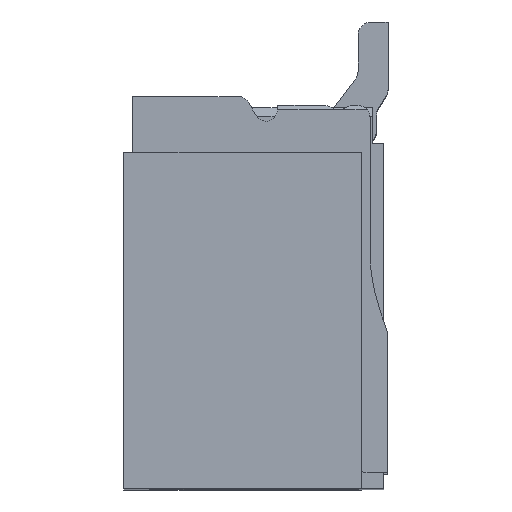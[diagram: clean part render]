
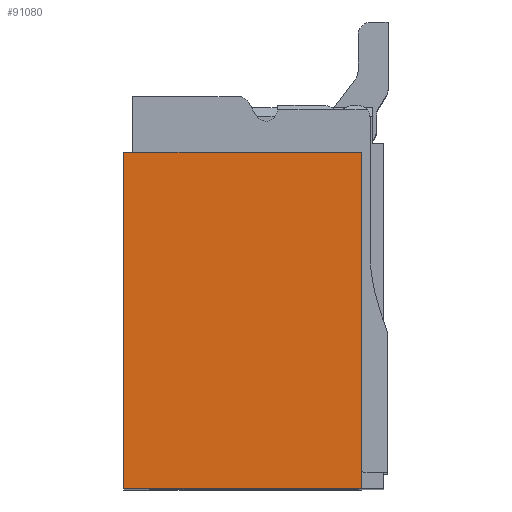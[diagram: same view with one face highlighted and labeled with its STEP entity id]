
A CAD part, top view. The second image highlights one B-rep face of the part: STEP entity #91080.
In plain terms, the highlighted planar face has unit normal (0, 0, 1).
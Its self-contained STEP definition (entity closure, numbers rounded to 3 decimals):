
#64680=CARTESIAN_POINT('',(-70.878,103.963,11.177));
#64690=VERTEX_POINT('',#64680);
#64720=CARTESIAN_POINT('',(-70.98,103.963,11.177)
);
#64730=DIRECTION('',(-1.,0.,0.));
#64740=VECTOR('',#64730,1.);
#64750=LINE('',#64720,#64740);
#64760=CARTESIAN_POINT('',(-73.528,103.963,11.177));
#64770=VERTEX_POINT('',#64760);
#64780=EDGE_CURVE('',#64690,#64770,#64750,.T.);
#90680=CARTESIAN_POINT('',(-73.528,100.213,11.177));
#90690=DIRECTION('',(0.,1.,0.));
#90700=VECTOR('',#90690,1.);
#90710=LINE('',#90680,#90700);
#90720=CARTESIAN_POINT('',(-73.528,100.213,11.177));
#90730=VERTEX_POINT('',#90720);
#90740=EDGE_CURVE('',#90730,#64770,#90710,.T.);
#90850=CARTESIAN_POINT('',(-70.993,100.263,11.177));
#90860=DIRECTION('',(0.,0.,-1.));
#90870=DIRECTION('',(-1.,0.,0.));
#90880=AXIS2_PLACEMENT_3D('',#90850,#90860,#90870);
#90890=PLANE('',#90880);
#90900=CARTESIAN_POINT('',(-70.553,100.213,11.177));
#90910=DIRECTION('',(-1.,0.,0.));
#90920=VECTOR('',#90910,1.);
#90930=LINE('',#90900,#90920);
#90940=CARTESIAN_POINT('',(-70.878,100.213,11.177));
#90950=VERTEX_POINT('',#90940);
#90960=EDGE_CURVE('',#90950,#90730,#90930,.T.);
#90970=ORIENTED_EDGE('',*,*,#90960,.F.);
#90980=ORIENTED_EDGE('',*,*,#90740,.F.);
#90990=ORIENTED_EDGE('',*,*,#64780,.T.);
#91000=CARTESIAN_POINT('',(-70.878,100.263,11.177));
#91010=DIRECTION('',(0.,1.,0.));
#91020=VECTOR('',#91010,1.);
#91030=LINE('',#91000,#91020);
#91040=EDGE_CURVE('',#90950,#64690,#91030,.T.);
#91050=ORIENTED_EDGE('',*,*,#91040,.T.);
#91060=EDGE_LOOP('',(#91050,#90990,#90980,#90970));
#91070=FACE_OUTER_BOUND('',#91060,.T.);
#91080=ADVANCED_FACE('',(#91070),#90890,.F.);
